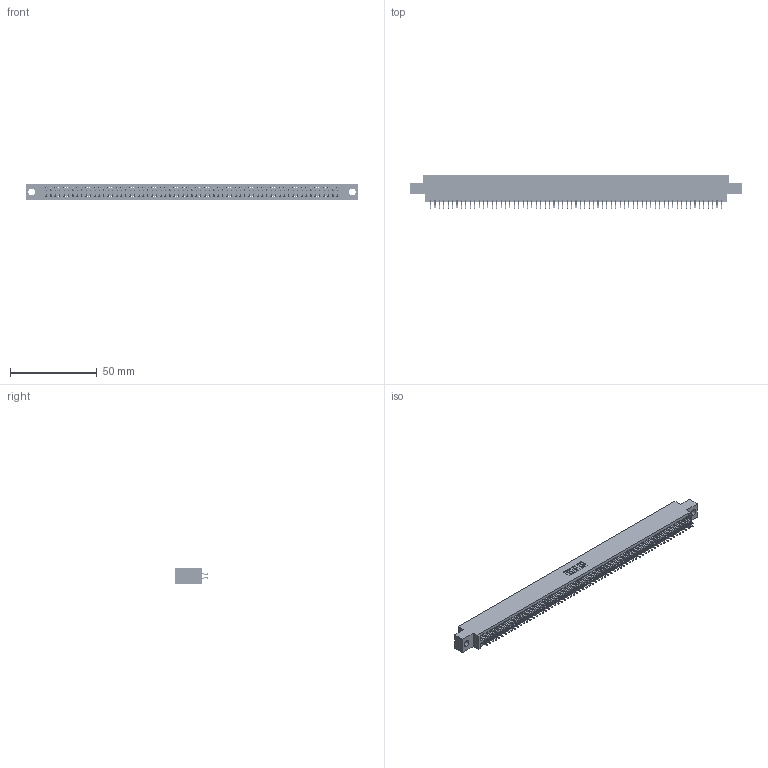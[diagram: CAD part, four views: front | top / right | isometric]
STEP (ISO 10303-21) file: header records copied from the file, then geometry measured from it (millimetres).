
FILE_DESCRIPTION (( 'STEP AP203' ), '1' );
FILE_NAME ('395-134-556-804.STEP', '2018-12-05T05:01:49', ( '' ), ( '' ), 'SwSTEP 2.0', 'SolidWorks 2016', '' );
FILE_SCHEMA (( 'CONFIG_CONTROL_DESIGN' ));
Length unit declared in the file: inch
Products named in the file (3): 345-292-001_556 Tail; 345 Part_0.170 Offset - 0.156 Dia-TH; 395-134-556-804
Assembly tree (135 placements, depth 2):
  395-134-556-804
    345 Part_0.170 Offset - 0.156 Dia-TH
    345-292-001_556 Tail  x134
Bounding box: 191.39 x 19.24 x 9.4 mm (x, y, z)
Volume: 18617.2 mm3; surface area: 27844.9 mm2
Topology: 135 solids, 135 shells, 7634 faces, 22731 edges, 14974 vertices
Faces by surface type: plane 5042, cylinder 2592
Entity records: 49559 total; most frequent: CARTESIAN_POINT 8300, ORIENTED_EDGE 8222, DIRECTION 7275, EDGE_CURVE 4111, LINE 3703, VECTOR 3703, VERTEX_POINT 2738, AXIS2_PLACEMENT_3D 1786
